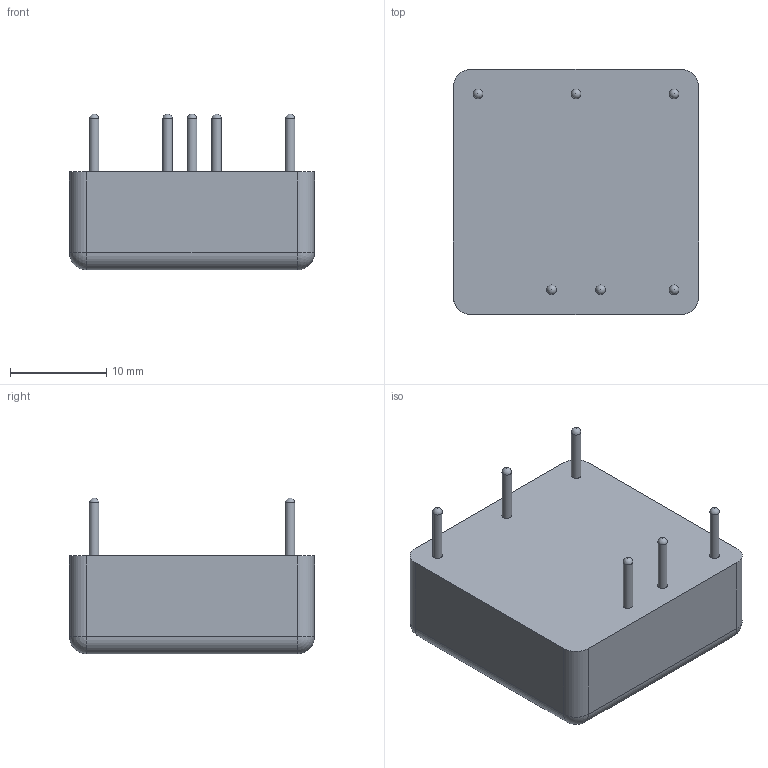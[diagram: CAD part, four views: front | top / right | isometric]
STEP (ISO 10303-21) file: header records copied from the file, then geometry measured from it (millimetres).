
FILE_DESCRIPTION(/* description */ (''),/* implementation_level */ '2;1');
FILE_NAME(/* name */ 'THL 15WI.stp',/* time_stamp */ '2019-04-24T10:43:04+08:00',/* author */ ('QIU'),/* organization */ (''),/* preprocessor_version */ 'ST-DEVELOPER v15.2',/* originating_system */ 'Autodesk Inventor 2014',/* authorisation */ '');
FILE_SCHEMA (('AUTOMOTIVE_DESIGN { 1 0 10303 214 3 1 1 }'));
Length unit declared in the file: millimetre
Products named in the file (1): THL 15WI
Bounding box: 25.4 x 25.4 x 16.16 mm (x, y, z)
Volume: 6487.3 mm3; surface area: 2316.5 mm2
Topology: 1 solids, 1 shells, 30 faces, 70 edges, 38 vertices
Faces by surface type: cylinder 14, sphere 10, plane 6
Full cylindrical faces by diameter (mm): 1 x6
Entity records: 719 total; most frequent: DIRECTION 138, CARTESIAN_POINT 111, ORIENTED_EDGE 96, AXIS2_PLACEMENT_3D 59, EDGE_CURVE 48, EDGE_LOOP 42, VERTEX_POINT 32, FACE_OUTER_BOUND 30
